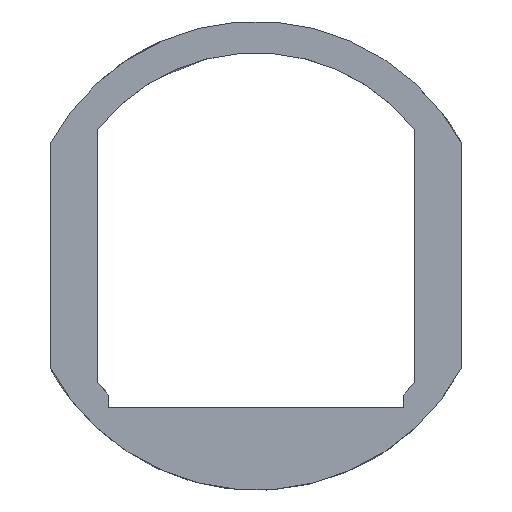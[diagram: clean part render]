
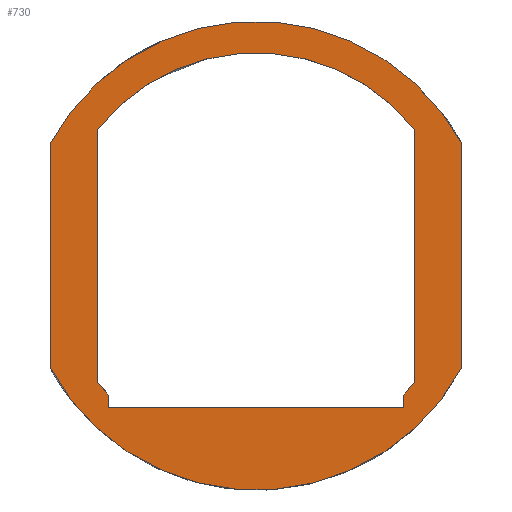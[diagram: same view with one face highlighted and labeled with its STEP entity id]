
A CAD part, top view. The second image highlights one B-rep face of the part: STEP entity #730.
In plain terms, the highlighted planar face has unit normal (0, 0, 1).
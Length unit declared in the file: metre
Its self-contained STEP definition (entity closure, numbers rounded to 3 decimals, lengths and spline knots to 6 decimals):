
#43=CIRCLE('',#781,0.032);
#45=CIRCLE('',#784,0.032);
#48=CIRCLE('',#790,0.032);
#50=CIRCLE('',#793,0.037);
#54=CIRCLE('',#798,0.037);
#139=ORIENTED_EDGE('',*,*,#326,.F.);
#140=ORIENTED_EDGE('',*,*,#306,.F.);
#141=ORIENTED_EDGE('',*,*,#322,.F.);
#142=ORIENTED_EDGE('',*,*,#299,.F.);
#143=ORIENTED_EDGE('',*,*,#303,.T.);
#144=ORIENTED_EDGE('',*,*,#294,.F.);
#145=ORIENTED_EDGE('',*,*,#327,.T.);
#146=ORIENTED_EDGE('',*,*,#328,.F.);
#147=ORIENTED_EDGE('',*,*,#280,.T.);
#148=ORIENTED_EDGE('',*,*,#311,.T.);
#149=ORIENTED_EDGE('',*,*,#286,.F.);
#150=ORIENTED_EDGE('',*,*,#318,.T.);
#280=EDGE_CURVE('',#380,#379,#447,.T.);
#286=EDGE_CURVE('',#385,#382,#452,.T.);
#294=EDGE_CURVE('',#393,#390,#43,.T.);
#299=EDGE_CURVE('',#398,#395,#45,.T.);
#303=EDGE_CURVE('',#398,#390,#462,.T.);
#306=EDGE_CURVE('',#402,#403,#48,.T.);
#311=EDGE_CURVE('',#379,#382,#50,.T.);
#318=EDGE_CURVE('',#385,#380,#54,.T.);
#322=EDGE_CURVE('',#395,#402,#467,.T.);
#326=EDGE_CURVE('',#403,#414,#471,.T.);
#327=EDGE_CURVE('',#393,#415,#472,.T.);
#328=EDGE_CURVE('',#414,#415,#473,.T.);
#379=VERTEX_POINT('',#1080);
#380=VERTEX_POINT('',#1082);
#382=VERTEX_POINT('',#1088);
#385=VERTEX_POINT('',#1093);
#390=VERTEX_POINT('',#1106);
#393=VERTEX_POINT('',#1111);
#395=VERTEX_POINT('',#1127);
#398=VERTEX_POINT('',#1132);
#402=VERTEX_POINT('',#1145);
#403=VERTEX_POINT('',#1147);
#414=VERTEX_POINT('',#1223);
#415=VERTEX_POINT('',#1225);
#447=LINE('',#1081,#514);
#452=LINE('',#1094,#519);
#462=LINE('',#1140,#529);
#467=LINE('',#1214,#534);
#471=LINE('',#1222,#538);
#472=LINE('',#1224,#539);
#473=LINE('',#1226,#540);
#514=VECTOR('',#869,1.);
#519=VECTOR('',#878,1.);
#529=VECTOR('',#908,1.);
#534=VECTOR('',#941,1.);
#538=VECTOR('',#949,1.);
#539=VECTOR('',#950,1.);
#540=VECTOR('',#951,1.);
#592=EDGE_LOOP('',(#139,#140,#141,#142,#143,#144,#145,#146));
#593=EDGE_LOOP('',(#147,#148,#149,#150));
#655=FACE_BOUND('',#592,.T.);
#656=FACE_BOUND('',#593,.T.);
#701=PLANE('',#803);
#730=ADVANCED_FACE('',(#655,#656),#701,.T.);
#781=AXIS2_PLACEMENT_3D('',#1112,#891,#892);
#784=AXIS2_PLACEMENT_3D('',#1133,#899,#900);
#790=AXIS2_PLACEMENT_3D('',#1146,#914,#915);
#793=AXIS2_PLACEMENT_3D('',#1176,#921,#922);
#798=AXIS2_PLACEMENT_3D('',#1207,#932,#933);
#803=AXIS2_PLACEMENT_3D('',#1221,#947,#948);
#869=DIRECTION('',(0.,-1.,0.));
#878=DIRECTION('',(0.,-1.,0.));
#891=DIRECTION('',(0.,0.,1.));
#892=DIRECTION('',(1.,0.,0.));
#899=DIRECTION('',(0.,0.,1.));
#900=DIRECTION('',(1.,0.,0.));
#908=DIRECTION('',(0.,-1.,0.));
#914=DIRECTION('',(0.,0.,1.));
#915=DIRECTION('',(1.,0.,0.));
#921=DIRECTION('',(0.,0.,1.));
#922=DIRECTION('',(1.,0.,0.));
#932=DIRECTION('',(0.,0.,1.));
#933=DIRECTION('',(1.,0.,0.));
#941=DIRECTION('',(0.,-1.,0.));
#947=DIRECTION('',(0.,0.,1.));
#948=DIRECTION('',(1.,0.,0.));
#949=DIRECTION('',(0.,-1.,0.));
#950=DIRECTION('',(0.,-1.,0.));
#951=DIRECTION('',(1.,0.,0.));
#1080=CARTESIAN_POINT('',(-0.0325,-0.017685,0.008));
#1081=CARTESIAN_POINT('',(-0.0325,0.,0.008));
#1082=CARTESIAN_POINT('',(-0.0325,0.017685,0.008));
#1088=CARTESIAN_POINT('',(0.0325,-0.017685,0.008));
#1093=CARTESIAN_POINT('',(0.0325,0.017685,0.008));
#1094=CARTESIAN_POINT('',(0.0325,0.,0.008));
#1106=CARTESIAN_POINT('',(0.025,-0.019975,0.008));
#1111=CARTESIAN_POINT('',(0.023238,-0.022,0.008));
#1112=CARTESIAN_POINT('',(0.,0.,0.008));
#1127=CARTESIAN_POINT('',(-0.025,0.019975,0.008));
#1132=CARTESIAN_POINT('',(0.025,0.019975,0.008));
#1133=CARTESIAN_POINT('',(0.,0.,0.008));
#1140=CARTESIAN_POINT('',(0.025,0.,0.008));
#1145=CARTESIAN_POINT('',(-0.025,-0.019975,0.008));
#1146=CARTESIAN_POINT('',(0.,0.,0.008));
#1147=CARTESIAN_POINT('',(-0.023238,-0.022,0.008));
#1176=CARTESIAN_POINT('',(0.,0.,0.008));
#1207=CARTESIAN_POINT('',(0.,0.,0.008));
#1214=CARTESIAN_POINT('',(-0.025,0.,0.008));
#1221=CARTESIAN_POINT('',(0.,0.,0.008));
#1222=CARTESIAN_POINT('',(-0.023238,-0.023,0.008));
#1223=CARTESIAN_POINT('',(-0.023238,-0.024,0.008));
#1224=CARTESIAN_POINT('',(0.023238,-0.023,0.008));
#1225=CARTESIAN_POINT('',(0.023238,-0.024,0.008));
#1226=CARTESIAN_POINT('',(0.,-0.024,0.008));
